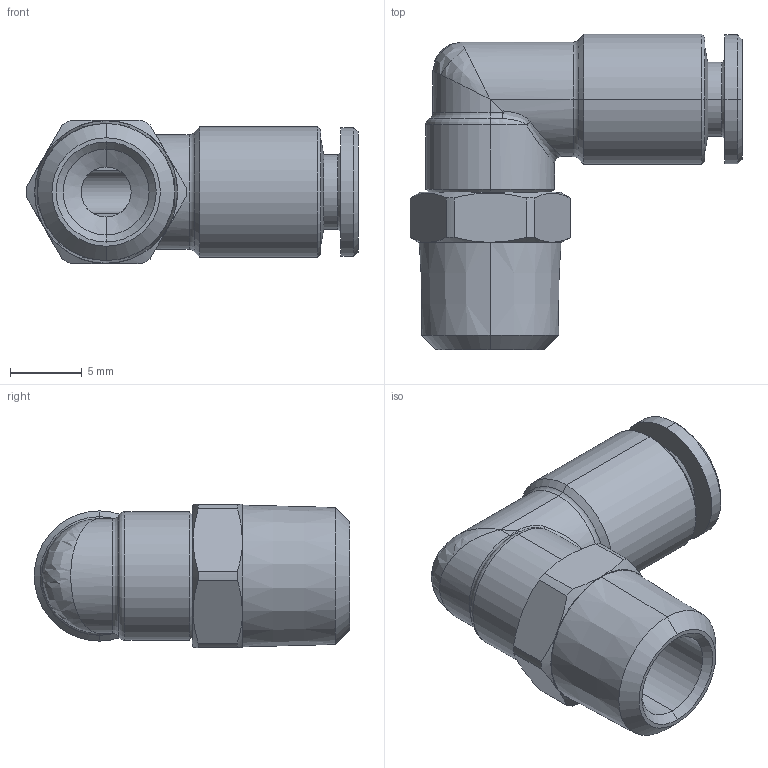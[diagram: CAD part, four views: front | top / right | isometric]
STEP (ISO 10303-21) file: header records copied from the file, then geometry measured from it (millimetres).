
FILE_DESCRIPTION (( 'STEP AP203' ), '1' );
FILE_NAME ('A0050011.STEP', '2009-11-19T07:22:15', ( 'Alain' ), ( 'Sopra-pneumatic' ), 'SwSTEP 2.0', 'SolidWorks 2009', '' );
FILE_SCHEMA (( 'CONFIG_CONTROL_DESIGN' ));
Length unit declared in the file: millimetre
Products named in the file (1): A0050011
Bounding box: 23.2 x 22.05 x 10 mm (x, y, z)
Volume: 1656.7 mm3; surface area: 1656.1 mm2
Topology: 1 solids, 1 shells, 90 faces, 199 edges, 113 vertices
Faces by surface type: cone 32, cylinder 29, plane 15, torus 8, bspline 6
Entity records: 3671 total; most frequent: CARTESIAN_POINT 1654, DIRECTION 424, ORIENTED_EDGE 394, EDGE_CURVE 197, AXIS2_PLACEMENT_3D 181, VERTEX_POINT 113, EDGE_LOOP 96, CIRCLE 96
